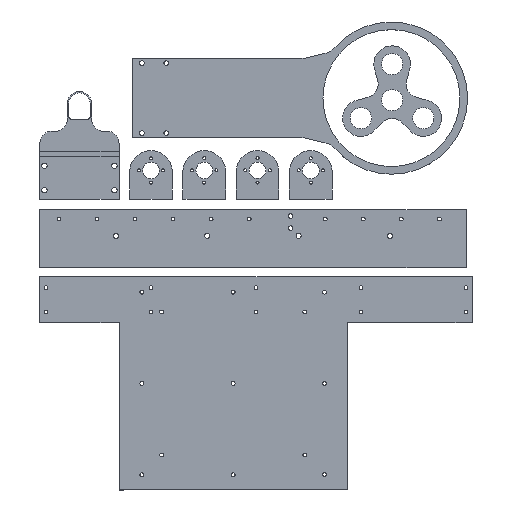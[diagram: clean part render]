
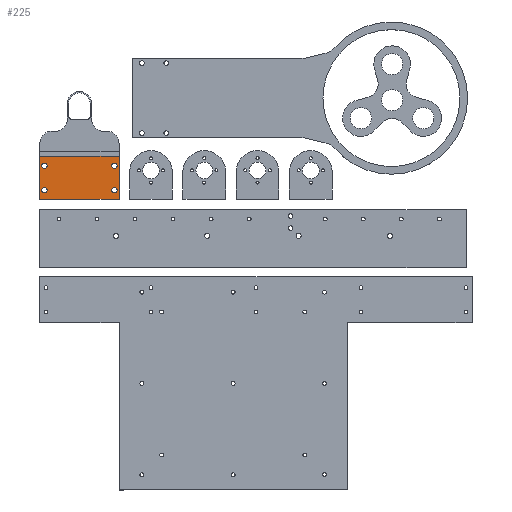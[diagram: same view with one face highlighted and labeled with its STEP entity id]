
A CAD part, top view. The second image highlights one B-rep face of the part: STEP entity #225.
In plain terms, the highlighted planar face has unit normal (0, 0, 1).
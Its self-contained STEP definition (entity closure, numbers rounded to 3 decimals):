
#31 = VERTEX_POINT ( 'NONE', #2247 ) ;
#44 = FACE_BOUND ( 'NONE', #5313, .T. ) ;
#48 = CARTESIAN_POINT ( 'NONE',  ( 52., 29., 6. ) ) ;
#61 = VERTEX_POINT ( 'NONE', #6752 ) ;
#225 = ADVANCED_FACE ( 'NONE', ( #2996, #4584, #44, #7541, #6180 ), #440, .F. ) ;
#347 = CIRCLE ( 'NONE', #3011, 1.75 ) ;
#440 = PLANE ( 'NONE',  #6298 ) ;
#499 = CARTESIAN_POINT ( 'NONE',  ( 49., 23., 6. ) ) ;
#525 = CARTESIAN_POINT ( 'NONE',  ( 1.25, 23., 6. ) ) ;
#536 = DIRECTION ( 'NONE',  ( 0., 0., 1. ) ) ;
#583 = ORIENTED_EDGE ( 'NONE', *, *, #7018, .F. ) ;
#661 = AXIS2_PLACEMENT_3D ( 'NONE', #4245, #685, #4850 ) ;
#685 = DIRECTION ( 'NONE',  ( 0., 0., 1. ) ) ;
#753 = EDGE_LOOP ( 'NONE', ( #583, #2596 ) ) ;
#876 = DIRECTION ( 'NONE',  ( -1., 0., 0. ) ) ;
#934 = CARTESIAN_POINT ( 'NONE',  ( 3., 23., 6. ) ) ;
#989 = DIRECTION ( 'NONE',  ( 0., 0., -1. ) ) ;
#1046 = CARTESIAN_POINT ( 'NONE',  ( 4.75, 7., 6. ) ) ;
#1063 = VERTEX_POINT ( 'NONE', #3917 ) ;
#1078 = LINE ( 'NONE', #2100, #4226 ) ;
#1100 = DIRECTION ( 'NONE',  ( -1., 0., 0. ) ) ;
#1456 = CIRCLE ( 'NONE', #3069, 1.75 ) ;
#1501 = DIRECTION ( 'NONE',  ( 0., 0., 1. ) ) ;
#1531 = DIRECTION ( 'NONE',  ( 1., 0., 0. ) ) ;
#1532 = DIRECTION ( 'NONE',  ( -1., 0., 0. ) ) ;
#1636 = CARTESIAN_POINT ( 'NONE',  ( 4.75, 23., 6. ) ) ;
#1888 = EDGE_CURVE ( 'NONE', #1063, #3624, #2232, .T. ) ;
#2086 = ORIENTED_EDGE ( 'NONE', *, *, #4578, .F. ) ;
#2100 = CARTESIAN_POINT ( 'NONE',  ( 0., 0.592, 6. ) ) ;
#2168 = AXIS2_PLACEMENT_3D ( 'NONE', #3869, #2686, #876 ) ;
#2183 = VECTOR ( 'NONE', #5202, 1000. ) ;
#2229 = CARTESIAN_POINT ( 'NONE',  ( 50.75, 7., 6. ) ) ;
#2232 = LINE ( 'NONE', #3665, #6781 ) ;
#2247 = CARTESIAN_POINT ( 'NONE',  ( 0., 29., 6. ) ) ;
#2293 = DIRECTION ( 'NONE',  ( 0., 1., 0. ) ) ;
#2380 = AXIS2_PLACEMENT_3D ( 'NONE', #4432, #6835, #5817 ) ;
#2430 = EDGE_CURVE ( 'NONE', #61, #4104, #6882, .T. ) ;
#2503 = EDGE_CURVE ( 'NONE', #4853, #5049, #6349, .T. ) ;
#2504 = CARTESIAN_POINT ( 'NONE',  ( 49., 7., 6. ) ) ;
#2559 = ORIENTED_EDGE ( 'NONE', *, *, #5789, .F. ) ;
#2596 = ORIENTED_EDGE ( 'NONE', *, *, #3976, .F. ) ;
#2686 = DIRECTION ( 'NONE',  ( 0., 0., 1. ) ) ;
#2702 = ORIENTED_EDGE ( 'NONE', *, *, #2728, .F. ) ;
#2728 = EDGE_CURVE ( 'NONE', #5074, #31, #6250, .T. ) ;
#2911 = VERTEX_POINT ( 'NONE', #525 ) ;
#2996 = FACE_BOUND ( 'NONE', #6586, .T. ) ;
#3011 = AXIS2_PLACEMENT_3D ( 'NONE', #934, #5092, #1531 ) ;
#3013 = CARTESIAN_POINT ( 'NONE',  ( 0., 0., 6. ) ) ;
#3069 = AXIS2_PLACEMENT_3D ( 'NONE', #4089, #536, #4696 ) ;
#3102 = DIRECTION ( 'NONE',  ( -1., 0., 0. ) ) ;
#3299 = AXIS2_PLACEMENT_3D ( 'NONE', #499, #4659, #1100 ) ;
#3429 = VERTEX_POINT ( 'NONE', #1046 ) ;
#3468 = EDGE_CURVE ( 'NONE', #5049, #4853, #6687, .T. ) ;
#3509 = CIRCLE ( 'NONE', #5229, 1.75 ) ;
#3624 = VERTEX_POINT ( 'NONE', #48 ) ;
#3665 = CARTESIAN_POINT ( 'NONE',  ( 52., -1.916, 6. ) ) ;
#3762 = LINE ( 'NONE', #3998, #2183 ) ;
#3766 = ORIENTED_EDGE ( 'NONE', *, *, #6411, .F. ) ;
#3848 = CIRCLE ( 'NONE', #661, 1.75 ) ;
#3869 = CARTESIAN_POINT ( 'NONE',  ( 49., 23., 6. ) ) ;
#3917 = CARTESIAN_POINT ( 'NONE',  ( 52., 0.592, 6. ) ) ;
#3976 = EDGE_CURVE ( 'NONE', #2911, #5924, #347, .T. ) ;
#3998 = CARTESIAN_POINT ( 'NONE',  ( 0., 29., 6. ) ) ;
#4089 = CARTESIAN_POINT ( 'NONE',  ( 3., 7., 6. ) ) ;
#4104 = VERTEX_POINT ( 'NONE', #2229 ) ;
#4208 = ORIENTED_EDGE ( 'NONE', *, *, #3468, .F. ) ;
#4226 = VECTOR ( 'NONE', #6287, 1000. ) ;
#4245 = CARTESIAN_POINT ( 'NONE',  ( 3., 23., 6. ) ) ;
#4293 = CARTESIAN_POINT ( 'NONE',  ( 47.25, 23., 6. ) ) ;
#4432 = CARTESIAN_POINT ( 'NONE',  ( 49., 7., 6. ) ) ;
#4502 = EDGE_LOOP ( 'NONE', ( #2702, #2559, #7399, #6075 ) ) ;
#4540 = ORIENTED_EDGE ( 'NONE', *, *, #2430, .F. ) ;
#4578 = EDGE_CURVE ( 'NONE', #4767, #3429, #3509, .T. ) ;
#4584 = FACE_BOUND ( 'NONE', #7383, .T. ) ;
#4648 = VECTOR ( 'NONE', #2293, 1000. ) ;
#4659 = DIRECTION ( 'NONE',  ( 0., 0., 1. ) ) ;
#4696 = DIRECTION ( 'NONE',  ( 1., 0., 0. ) ) ;
#4767 = VERTEX_POINT ( 'NONE', #6977 ) ;
#4843 = EDGE_CURVE ( 'NONE', #3429, #4767, #1456, .T. ) ;
#4850 = DIRECTION ( 'NONE',  ( 1., 0., 0. ) ) ;
#4853 = VERTEX_POINT ( 'NONE', #7060 ) ;
#5049 = VERTEX_POINT ( 'NONE', #4293 ) ;
#5062 = CARTESIAN_POINT ( 'NONE',  ( 3., 7., 6. ) ) ;
#5065 = CIRCLE ( 'NONE', #6314, 1.75 ) ;
#5074 = VERTEX_POINT ( 'NONE', #5523 ) ;
#5092 = DIRECTION ( 'NONE',  ( 0., 0., 1. ) ) ;
#5202 = DIRECTION ( 'NONE',  ( -1., 0., 0. ) ) ;
#5229 = AXIS2_PLACEMENT_3D ( 'NONE', #5062, #1501, #5663 ) ;
#5313 = EDGE_LOOP ( 'NONE', ( #7457, #4208 ) ) ;
#5523 = CARTESIAN_POINT ( 'NONE',  ( 0., 0.592, 6. ) ) ;
#5663 = DIRECTION ( 'NONE',  ( 1., 0., 0. ) ) ;
#5789 = EDGE_CURVE ( 'NONE', #1063, #5074, #1078, .T. ) ;
#5817 = DIRECTION ( 'NONE',  ( -1., 0., 0. ) ) ;
#5878 = CARTESIAN_POINT ( 'NONE',  ( 0., -1.916, 6. ) ) ;
#5924 = VERTEX_POINT ( 'NONE', #1636 ) ;
#6075 = ORIENTED_EDGE ( 'NONE', *, *, #6145, .T. ) ;
#6145 = EDGE_CURVE ( 'NONE', #3624, #31, #3762, .T. ) ;
#6180 = FACE_OUTER_BOUND ( 'NONE', #4502, .T. ) ;
#6250 = LINE ( 'NONE', #5878, #4648 ) ;
#6287 = DIRECTION ( 'NONE',  ( -1., 0., 0. ) ) ;
#6298 = AXIS2_PLACEMENT_3D ( 'NONE', #3013, #989, #1532 ) ;
#6314 = AXIS2_PLACEMENT_3D ( 'NONE', #2504, #6679, #3102 ) ;
#6349 = CIRCLE ( 'NONE', #2168, 1.75 ) ;
#6411 = EDGE_CURVE ( 'NONE', #4104, #61, #5065, .T. ) ;
#6586 = EDGE_LOOP ( 'NONE', ( #6869, #2086 ) ) ;
#6679 = DIRECTION ( 'NONE',  ( 0., 0., 1. ) ) ;
#6687 = CIRCLE ( 'NONE', #3299, 1.75 ) ;
#6752 = CARTESIAN_POINT ( 'NONE',  ( 47.25, 7., 6. ) ) ;
#6781 = VECTOR ( 'NONE', #7400, 1000. ) ;
#6835 = DIRECTION ( 'NONE',  ( 0., 0., 1. ) ) ;
#6869 = ORIENTED_EDGE ( 'NONE', *, *, #4843, .F. ) ;
#6882 = CIRCLE ( 'NONE', #2380, 1.75 ) ;
#6977 = CARTESIAN_POINT ( 'NONE',  ( 1.25, 7., 6. ) ) ;
#7018 = EDGE_CURVE ( 'NONE', #5924, #2911, #3848, .T. ) ;
#7060 = CARTESIAN_POINT ( 'NONE',  ( 50.75, 23., 6. ) ) ;
#7383 = EDGE_LOOP ( 'NONE', ( #3766, #4540 ) ) ;
#7399 = ORIENTED_EDGE ( 'NONE', *, *, #1888, .T. ) ;
#7400 = DIRECTION ( 'NONE',  ( 0., 1., 0. ) ) ;
#7457 = ORIENTED_EDGE ( 'NONE', *, *, #2503, .F. ) ;
#7541 = FACE_BOUND ( 'NONE', #753, .T. ) ;
